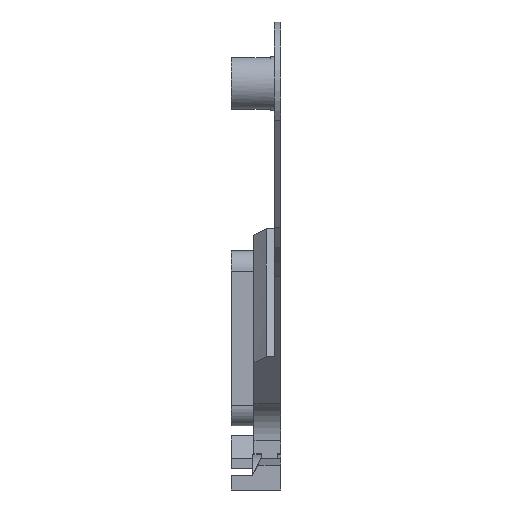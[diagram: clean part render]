
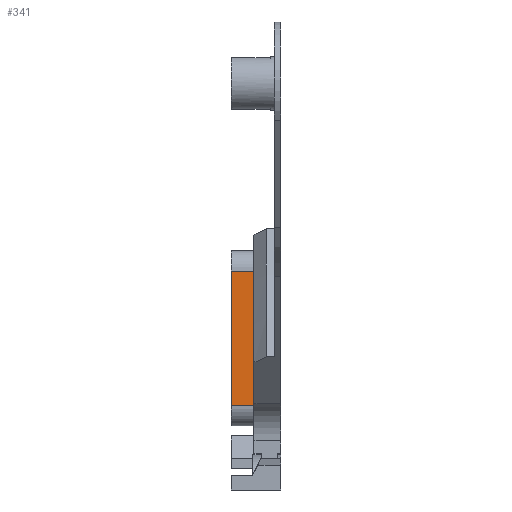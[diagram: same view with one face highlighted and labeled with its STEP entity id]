
A CAD part, left-side view. The second image highlights one B-rep face of the part: STEP entity #341.
In plain terms, the highlighted planar face has unit normal (-1, 0, 0).
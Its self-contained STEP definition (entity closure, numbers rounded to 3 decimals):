
#61 = DIRECTION ( 'NONE',  ( 0., 0., -1. ) ) ;
#171 = CARTESIAN_POINT ( 'NONE',  ( -37.509, 12., 7.5 ) ) ;
#184 = LINE ( 'NONE', #1641, #1346 ) ;
#189 = AXIS2_PLACEMENT_3D ( 'NONE', #2412, #2154, #61 ) ;
#341 = ADVANCED_FACE ( 'NONE', ( #527 ), #1618, .F. ) ;
#466 = CARTESIAN_POINT ( 'NONE',  ( -37.509, 12., 2.5 ) ) ;
#527 = FACE_OUTER_BOUND ( 'NONE', #691, .T. ) ;
#658 = VERTEX_POINT ( 'NONE', #849 ) ;
#685 = LINE ( 'NONE', #466, #2472 ) ;
#691 = EDGE_LOOP ( 'NONE', ( #932, #3097, #1015, #1355 ) ) ;
#849 = CARTESIAN_POINT ( 'NONE',  ( -37.509, 12., 2.5 ) ) ;
#918 = LINE ( 'NONE', #171, #963 ) ;
#932 = ORIENTED_EDGE ( 'NONE', *, *, #1066, .F. ) ;
#963 = VECTOR ( 'NONE', #1612, 1000. ) ;
#1015 = ORIENTED_EDGE ( 'NONE', *, *, #1709, .T. ) ;
#1066 = EDGE_CURVE ( 'NONE', #3296, #658, #918, .T. ) ;
#1199 = CARTESIAN_POINT ( 'NONE',  ( -37.509, 12., -30.25 ) ) ;
#1269 = VECTOR ( 'NONE', #2050, 1000. ) ;
#1279 = EDGE_CURVE ( 'NONE', #3143, #658, #685, .T. ) ;
#1344 = EDGE_CURVE ( 'NONE', #3296, #1725, #1352, .T. ) ;
#1346 = VECTOR ( 'NONE', #3214, 1000. ) ;
#1352 = LINE ( 'NONE', #2065, #1269 ) ;
#1355 = ORIENTED_EDGE ( 'NONE', *, *, #1279, .T. ) ;
#1410 = CARTESIAN_POINT ( 'NONE',  ( -37.509, 6.5, 2.5 ) ) ;
#1612 = DIRECTION ( 'NONE',  ( 0., 0., 1. ) ) ;
#1618 = PLANE ( 'NONE',  #189 ) ;
#1641 = CARTESIAN_POINT ( 'NONE',  ( -37.509, 6.5, -32.561 ) ) ;
#1709 = EDGE_CURVE ( 'NONE', #1725, #3143, #184, .T. ) ;
#1725 = VERTEX_POINT ( 'NONE', #2953 ) ;
#1779 = DIRECTION ( 'NONE',  ( 0., 1., 0. ) ) ;
#2050 = DIRECTION ( 'NONE',  ( 0., -1., 0. ) ) ;
#2065 = CARTESIAN_POINT ( 'NONE',  ( -37.509, 12., -30.25 ) ) ;
#2154 = DIRECTION ( 'NONE',  ( 1., 0., 0. ) ) ;
#2412 = CARTESIAN_POINT ( 'NONE',  ( -37.509, 12., 7.5 ) ) ;
#2472 = VECTOR ( 'NONE', #1779, 1000. ) ;
#2953 = CARTESIAN_POINT ( 'NONE',  ( -37.509, 6.5, -30.25 ) ) ;
#3097 = ORIENTED_EDGE ( 'NONE', *, *, #1344, .T. ) ;
#3143 = VERTEX_POINT ( 'NONE', #1410 ) ;
#3214 = DIRECTION ( 'NONE',  ( 0., 0., 1. ) ) ;
#3296 = VERTEX_POINT ( 'NONE', #1199 ) ;
